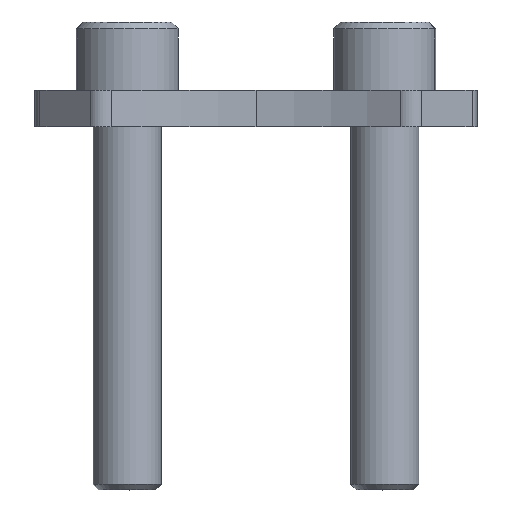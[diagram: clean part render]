
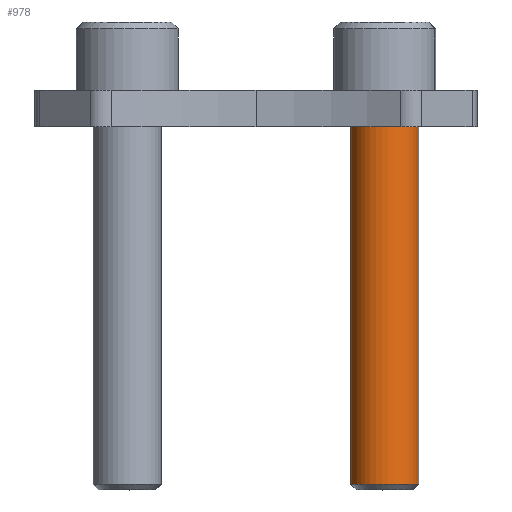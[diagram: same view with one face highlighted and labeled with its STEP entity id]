
A CAD part, top view. The second image highlights one B-rep face of the part: STEP entity #978.
In plain terms, the highlighted cylindrical face has radius 6 mm (diameter 12 mm), a partial arc.
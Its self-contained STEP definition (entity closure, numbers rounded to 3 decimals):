
#15 = EDGE_CURVE ( 'NONE', #340, #1034, #915, .T. ) ;
#92 = VERTEX_POINT ( 'NONE', #226 ) ;
#106 = VECTOR ( 'NONE', #1497, 1000. ) ;
#130 = FACE_OUTER_BOUND ( 'NONE', #1037, .T. ) ;
#149 = CARTESIAN_POINT ( 'NONE',  ( -31.75, 0., 0. ) ) ;
#226 = CARTESIAN_POINT ( 'NONE',  ( 12.6, 0., 6. ) ) ;
#232 = CARTESIAN_POINT ( 'NONE',  ( -31.75, 0., 6. ) ) ;
#264 = CARTESIAN_POINT ( 'NONE',  ( 12.6, 0., -6. ) ) ;
#334 = LINE ( 'NONE', #232, #106 ) ;
#340 = VERTEX_POINT ( 'NONE', #1465 ) ;
#369 = DIRECTION ( 'NONE',  ( 0., 0., 1. ) ) ;
#385 = ORIENTED_EDGE ( 'NONE', *, *, #872, .T. ) ;
#416 = EDGE_CURVE ( 'NONE', #1034, #92, #945, .T. ) ;
#476 = DIRECTION ( 'NONE',  ( -1., 0., 0. ) ) ;
#567 = CIRCLE ( 'NONE', #1433, 6. ) ;
#609 = ORIENTED_EDGE ( 'NONE', *, *, #416, .F. ) ;
#677 = DIRECTION ( 'NONE',  ( 0., 0., 1. ) ) ;
#683 = CARTESIAN_POINT ( 'NONE',  ( 81.035, 0., 0. ) ) ;
#771 = ORIENTED_EDGE ( 'NONE', *, *, #15, .F. ) ;
#865 = EDGE_CURVE ( 'NONE', #340, #1485, #567, .T. ) ;
#866 = ORIENTED_EDGE ( 'NONE', *, *, #865, .T. ) ;
#872 = EDGE_CURVE ( 'NONE', #1485, #92, #334, .T. ) ;
#881 = CARTESIAN_POINT ( 'NONE',  ( 12.6, 0., 0. ) ) ;
#915 = LINE ( 'NONE', #1395, #1250 ) ;
#945 = CIRCLE ( 'NONE', #1382, 6. ) ;
#957 = CYLINDRICAL_SURFACE ( 'NONE', #1278, 6. ) ;
#978 = ADVANCED_FACE ( 'NONE', ( #130 ), #957, .T. ) ;
#1034 = VERTEX_POINT ( 'NONE', #264 ) ;
#1037 = EDGE_LOOP ( 'NONE', ( #771, #866, #385, #609 ) ) ;
#1119 = DIRECTION ( 'NONE',  ( -1., 0., 0. ) ) ;
#1159 = DIRECTION ( 'NONE',  ( -1., 0., 0. ) ) ;
#1177 = DIRECTION ( 'NONE',  ( -1., 0., 0. ) ) ;
#1250 = VECTOR ( 'NONE', #1177, 1000. ) ;
#1260 = CARTESIAN_POINT ( 'NONE',  ( 81.035, 0., 6. ) ) ;
#1278 = AXIS2_PLACEMENT_3D ( 'NONE', #149, #476, #369 ) ;
#1347 = DIRECTION ( 'NONE',  ( 0., 0., 1. ) ) ;
#1382 = AXIS2_PLACEMENT_3D ( 'NONE', #881, #1119, #1347 ) ;
#1395 = CARTESIAN_POINT ( 'NONE',  ( -31.75, 0., -6. ) ) ;
#1433 = AXIS2_PLACEMENT_3D ( 'NONE', #683, #1159, #677 ) ;
#1465 = CARTESIAN_POINT ( 'NONE',  ( 81.035, 0., -6. ) ) ;
#1485 = VERTEX_POINT ( 'NONE', #1260 ) ;
#1497 = DIRECTION ( 'NONE',  ( -1., 0., 0. ) ) ;
